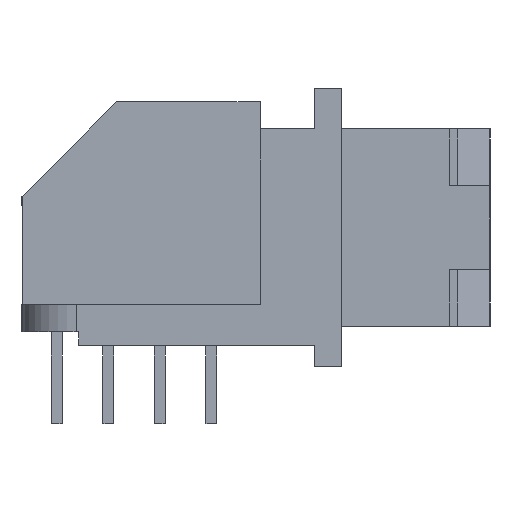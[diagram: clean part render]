
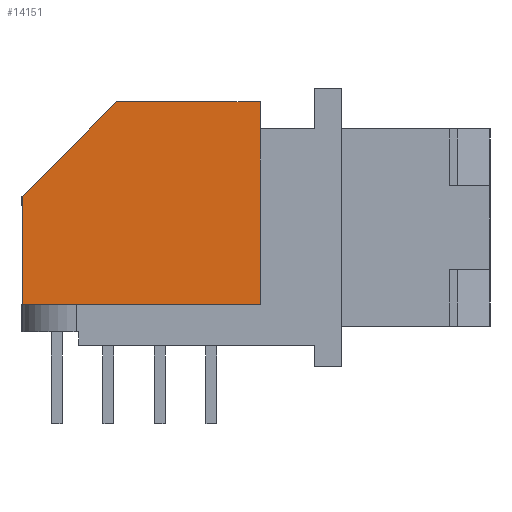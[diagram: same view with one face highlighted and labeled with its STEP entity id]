
A CAD part, left-side view. The second image highlights one B-rep face of the part: STEP entity #14151.
In plain terms, the highlighted planar face has unit normal (-1, 0, 0).
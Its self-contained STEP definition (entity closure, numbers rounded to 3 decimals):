
#552=FACE_OUTER_BOUND('',#1462,.T.);
#1462=EDGE_LOOP('',(#9825,#9826,#9827,#9828,#9829,#9830));
#2333=LINE('',#20177,#4185);
#2345=LINE('',#20217,#4197);
#2541=LINE('',#20638,#4393);
#2547=LINE('',#20650,#4399);
#2549=LINE('',#20654,#4401);
#2550=LINE('',#20656,#4402);
#4185=VECTOR('',#16232,8.8);
#4197=VECTOR('',#16278,4.);
#4393=VECTOR('',#16632,4.95);
#4399=VECTOR('',#16644,1.);
#4401=VECTOR('',#16650,5.3);
#4402=VECTOR('',#16653,6.5);
#6045=VERTEX_POINT('',#20174);
#6046=VERTEX_POINT('',#20176);
#6057=VERTEX_POINT('',#20216);
#6095=VERTEX_POINT('',#20328);
#6202=VERTEX_POINT('',#20634);
#6206=VERTEX_POINT('',#20648);
#7371=EDGE_CURVE('',#6045,#6046,#2333,.T.);
#7391=EDGE_CURVE('',#6057,#6046,#2345,.T.);
#7603=EDGE_CURVE('',#6057,#6202,#2541,.T.);
#7609=EDGE_CURVE('',#6206,#6095,#2547,.T.);
#7611=EDGE_CURVE('',#6202,#6206,#2549,.T.);
#7612=EDGE_CURVE('',#6095,#6045,#2550,.T.);
#9825=ORIENTED_EDGE('',*,*,#7371,.F.);
#9826=ORIENTED_EDGE('',*,*,#7612,.F.);
#9827=ORIENTED_EDGE('',*,*,#7609,.F.);
#9828=ORIENTED_EDGE('',*,*,#7611,.F.);
#9829=ORIENTED_EDGE('',*,*,#7603,.F.);
#9830=ORIENTED_EDGE('',*,*,#7391,.T.);
#13306=PLANE('',#15197);
#14151=ADVANCED_FACE('',(#552),#13306,.F.);
#15197=AXIS2_PLACEMENT_3D('',#20655,#16651,#16652);
#16232=DIRECTION('',(0.,1.,0.));
#16278=DIRECTION('',(0.,0.,-1.));
#16632=DIRECTION('',(0.,-0.707,0.707));
#16644=DIRECTION('',(0.,0.,-1.));
#16650=DIRECTION('',(0.,-1.,0.));
#16651=DIRECTION('center_axis',(1.,0.,0.));
#16652=DIRECTION('ref_axis',(0.,1.,0.));
#16653=DIRECTION('',(0.,0.,-1.));
#20174=CARTESIAN_POINT('',(-24.64,-4.658,1.5));
#20176=CARTESIAN_POINT('',(-24.64,4.142,1.5));
#20177=CARTESIAN_POINT('',(-24.64,-4.658,1.5));
#20216=CARTESIAN_POINT('',(-24.64,4.142,5.5));
#20217=CARTESIAN_POINT('',(-24.64,4.142,5.5));
#20328=CARTESIAN_POINT('',(-24.64,-4.658,8.));
#20634=CARTESIAN_POINT('',(-24.64,0.642,9.));
#20638=CARTESIAN_POINT('',(-24.64,4.142,5.5));
#20648=CARTESIAN_POINT('',(-24.64,-4.658,9.));
#20650=CARTESIAN_POINT('',(-24.64,-4.658,9.));
#20654=CARTESIAN_POINT('',(-24.64,0.642,9.));
#20655=CARTESIAN_POINT('Origin',(-24.64,-5.098,1.125));
#20656=CARTESIAN_POINT('',(-24.64,-4.658,8.));
